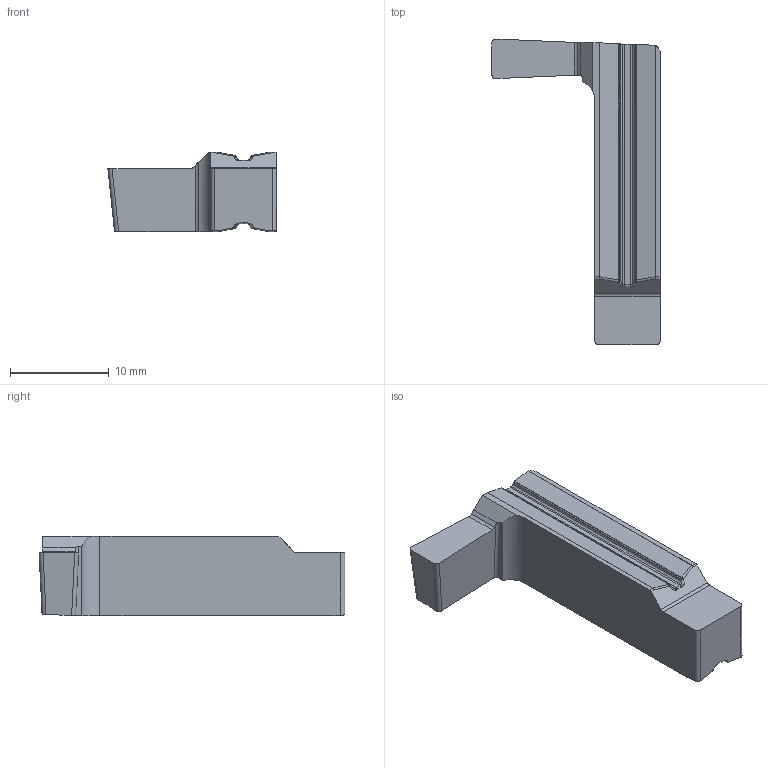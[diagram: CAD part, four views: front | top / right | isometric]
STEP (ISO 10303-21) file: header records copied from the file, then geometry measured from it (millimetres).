
FILE_DESCRIPTION(/* description */ (''),/* implementation_level */ '2;1');
FILE_NAME(/* name */ 'aaa331281_a.stp',/* time_stamp */ '2019-09-16T13:14:39+02:00',/* author */ (''),/* organization */ ('SMS'),/* preprocessor_version */ 'ST-DEVELOPER v16.7',/* originating_system */ 'SIEMENS PLM Software NX 12.0',/* authorisation */ '');
FILE_SCHEMA (('AUTOMOTIVE_DESIGN { 1 0 10303 214 3 1 1 1 }'));
Length unit declared in the file: millimetre
Products named in the file (1): AAA331281_A
Bounding box: 17 x 30.9 x 8.08 mm (x, y, z)
Volume: 1667 mm3; surface area: 1178 mm2
Topology: 1 solids, 1 shells, 200 faces, 487 edges, 291 vertices
Faces by surface type: cylinder 80, bspline 70, plane 46, extrusion 4
Entity records: 16353 total; most frequent: CARTESIAN_POINT 12031, ORIENTED_EDGE 972, DIRECTION 791, EDGE_CURVE 486, AXIS2_PLACEMENT_3D 290, VERTEX_POINT 288, VECTOR 211, LINE 207
